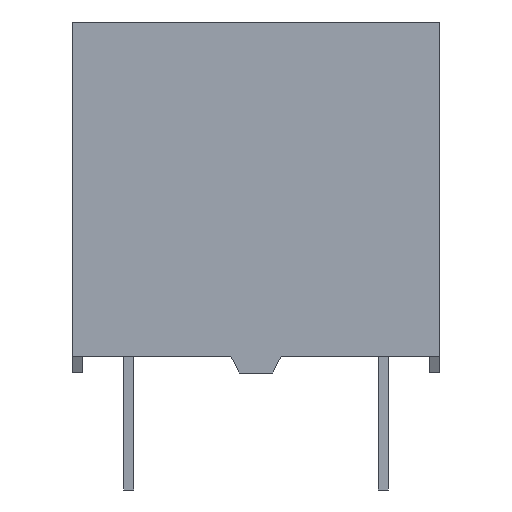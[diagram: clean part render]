
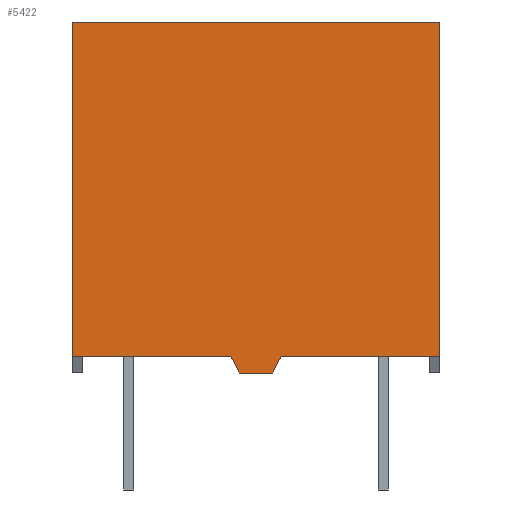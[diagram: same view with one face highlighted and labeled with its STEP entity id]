
A CAD part, left-side view. The second image highlights one B-rep face of the part: STEP entity #5422.
In plain terms, the highlighted planar face has unit normal (-1, 0, 0).
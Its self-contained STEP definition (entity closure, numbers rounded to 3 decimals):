
#47 = ORIENTED_EDGE ( 'NONE', *, *, #2412, .T. ) ;
#204 = DIRECTION ( 'NONE',  ( 0., -1., 0. ) ) ;
#397 = VERTEX_POINT ( 'NONE', #5165 ) ;
#647 = EDGE_CURVE ( 'NONE', #14536, #6252, #7769, .T. ) ;
#1255 = CARTESIAN_POINT ( 'NONE',  ( -10.1, 5.5, 0.5 ) ) ;
#1316 = VECTOR ( 'NONE', #2134, 1000. ) ;
#1359 = VECTOR ( 'NONE', #14639, 1000. ) ;
#1385 = VERTEX_POINT ( 'NONE', #5476 ) ;
#1532 = EDGE_LOOP ( 'NONE', ( #47, #3065, #1750, #11383, #1849, #9002, #4171, #14095 ) ) ;
#1576 = CARTESIAN_POINT ( 'NONE',  ( -10.1, -5.5, 10.5 ) ) ;
#1611 = CARTESIAN_POINT ( 'NONE',  ( -10.1, -5.5, 0.5 ) ) ;
#1746 = DIRECTION ( 'NONE',  ( 0., -0.447, -0.894 ) ) ;
#1750 = ORIENTED_EDGE ( 'NONE', *, *, #14162, .T. ) ;
#1836 = VERTEX_POINT ( 'NONE', #4653 ) ;
#1849 = ORIENTED_EDGE ( 'NONE', *, *, #647, .T. ) ;
#1859 = DIRECTION ( 'NONE',  ( 0., 1., 0. ) ) ;
#2134 = DIRECTION ( 'NONE',  ( 0., 1., 0. ) ) ;
#2412 = EDGE_CURVE ( 'NONE', #1385, #2969, #6313, .T. ) ;
#2556 = DIRECTION ( 'NONE',  ( 0., 1., 0. ) ) ;
#2948 = VECTOR ( 'NONE', #5989, 1000. ) ;
#2969 = VERTEX_POINT ( 'NONE', #1255 ) ;
#3065 = ORIENTED_EDGE ( 'NONE', *, *, #6647, .F. ) ;
#3593 = LINE ( 'NONE', #13723, #10842 ) ;
#3632 = CARTESIAN_POINT ( 'NONE',  ( -10.1, -5.5, 0.5 ) ) ;
#3725 = CARTESIAN_POINT ( 'NONE',  ( -10.1, -0.75, 0.5 ) ) ;
#4171 = ORIENTED_EDGE ( 'NONE', *, *, #14479, .F. ) ;
#4653 = CARTESIAN_POINT ( 'NONE',  ( -10.1, -5.5, 10.5 ) ) ;
#5165 = CARTESIAN_POINT ( 'NONE',  ( -10.1, 0.75, 0.5 ) ) ;
#5382 = CARTESIAN_POINT ( 'NONE',  ( -10.1, -5.5, 10.5 ) ) ;
#5422 = ADVANCED_FACE ( 'NONE', ( #13384 ), #7551, .F. ) ;
#5476 = CARTESIAN_POINT ( 'NONE',  ( -10.1, 5.5, 10.5 ) ) ;
#5673 = VECTOR ( 'NONE', #10118, 1000. ) ;
#5989 = DIRECTION ( 'NONE',  ( 0., 1., 0. ) ) ;
#6252 = VERTEX_POINT ( 'NONE', #3725 ) ;
#6294 = CARTESIAN_POINT ( 'NONE',  ( -10.1, 0.75, 0.5 ) ) ;
#6313 = LINE ( 'NONE', #10098, #1359 ) ;
#6647 = EDGE_CURVE ( 'NONE', #397, #2969, #8956, .T. ) ;
#7551 = PLANE ( 'NONE',  #11893 ) ;
#7667 = VECTOR ( 'NONE', #9503, 1000. ) ;
#7692 = LINE ( 'NONE', #11239, #1316 ) ;
#7769 = LINE ( 'NONE', #10276, #5673 ) ;
#7773 = EDGE_CURVE ( 'NONE', #1836, #1385, #7692, .T. ) ;
#8802 = EDGE_CURVE ( 'NONE', #13319, #6252, #12985, .T. ) ;
#8956 = LINE ( 'NONE', #1611, #2948 ) ;
#9002 = ORIENTED_EDGE ( 'NONE', *, *, #8802, .F. ) ;
#9503 = DIRECTION ( 'NONE',  ( 0., 0., -1. ) ) ;
#9753 = EDGE_CURVE ( 'NONE', #10451, #14536, #3593, .T. ) ;
#9775 = CARTESIAN_POINT ( 'NONE',  ( -10.1, 0.5, 0. ) ) ;
#9969 = DIRECTION ( 'NONE',  ( 1., 0., 0. ) ) ;
#10098 = CARTESIAN_POINT ( 'NONE',  ( -10.1, 5.5, 10.5 ) ) ;
#10118 = DIRECTION ( 'NONE',  ( 0., -0.447, 0.894 ) ) ;
#10276 = CARTESIAN_POINT ( 'NONE',  ( -10.1, -0.75, 0.5 ) ) ;
#10451 = VERTEX_POINT ( 'NONE', #9775 ) ;
#10842 = VECTOR ( 'NONE', #204, 1000. ) ;
#11239 = CARTESIAN_POINT ( 'NONE',  ( -10.1, -5.5, 10.5 ) ) ;
#11383 = ORIENTED_EDGE ( 'NONE', *, *, #9753, .T. ) ;
#11812 = CARTESIAN_POINT ( 'NONE',  ( -10.1, -5.5, 0.5 ) ) ;
#11893 = AXIS2_PLACEMENT_3D ( 'NONE', #5382, #9969, #1859 ) ;
#12031 = CARTESIAN_POINT ( 'NONE',  ( -10.1, -0.5, 0. ) ) ;
#12985 = LINE ( 'NONE', #3632, #14046 ) ;
#13319 = VERTEX_POINT ( 'NONE', #11812 ) ;
#13384 = FACE_OUTER_BOUND ( 'NONE', #1532, .T. ) ;
#13698 = LINE ( 'NONE', #1576, #7667 ) ;
#13723 = CARTESIAN_POINT ( 'NONE',  ( -10.1, 0.5, 0. ) ) ;
#13856 = VECTOR ( 'NONE', #1746, 1000. ) ;
#14046 = VECTOR ( 'NONE', #2556, 1000. ) ;
#14095 = ORIENTED_EDGE ( 'NONE', *, *, #7773, .T. ) ;
#14162 = EDGE_CURVE ( 'NONE', #397, #10451, #14209, .T. ) ;
#14209 = LINE ( 'NONE', #6294, #13856 ) ;
#14479 = EDGE_CURVE ( 'NONE', #1836, #13319, #13698, .T. ) ;
#14536 = VERTEX_POINT ( 'NONE', #12031 ) ;
#14639 = DIRECTION ( 'NONE',  ( 0., 0., -1. ) ) ;
